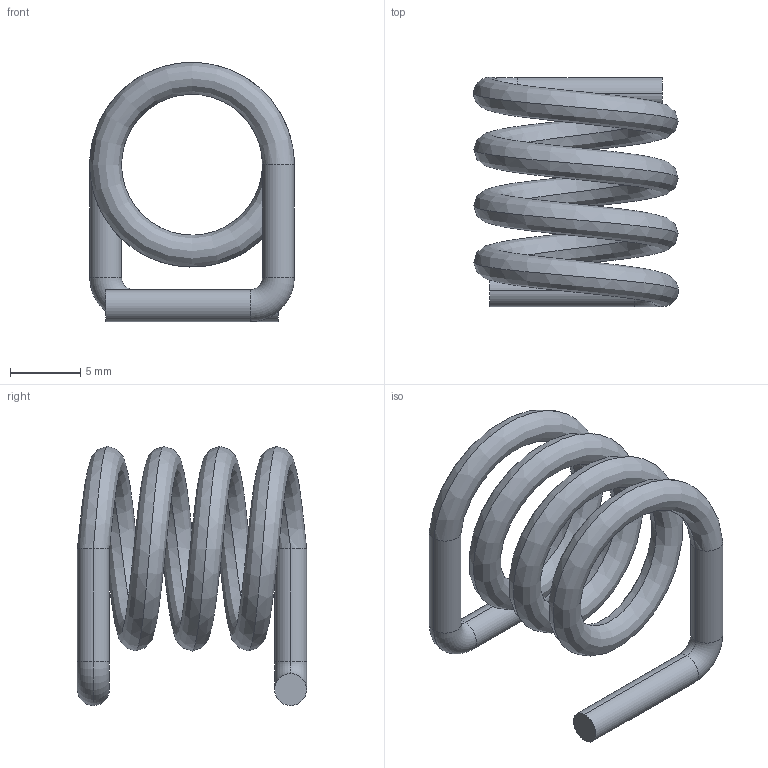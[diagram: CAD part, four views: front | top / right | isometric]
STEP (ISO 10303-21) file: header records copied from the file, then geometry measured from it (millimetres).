
FILE_DESCRIPTION (( 'STEP AP214' ), '1' );
FILE_NAME ('Inductor 4T.STEP', '2021-11-13T11:10:19', ( '' ), ( '' ), 'SwSTEP 2.0', 'SolidWorks 2021', '' );
FILE_SCHEMA (( 'AUTOMOTIVE_DESIGN' ));
Length unit declared in the file: millimetre
Products named in the file (1): Inductor 4T
Bounding box: 14.52 x 16.26 x 18.39 mm (x, y, z)
Volume: 712.7 mm3; surface area: 1271.4 mm2
Topology: 1 solids, 1 shells, 16 faces, 30 edges, 16 vertices
Faces by surface type: cylinder 8, torus 4, bspline 2, plane 2
Entity records: 1774 total; most frequent: CARTESIAN_POINT 1419, DIRECTION 78, ORIENTED_EDGE 60, AXIS2_PLACEMENT_3D 35, EDGE_CURVE 30, CIRCLE 20, ADVANCED_FACE 16, VERTEX_POINT 16
